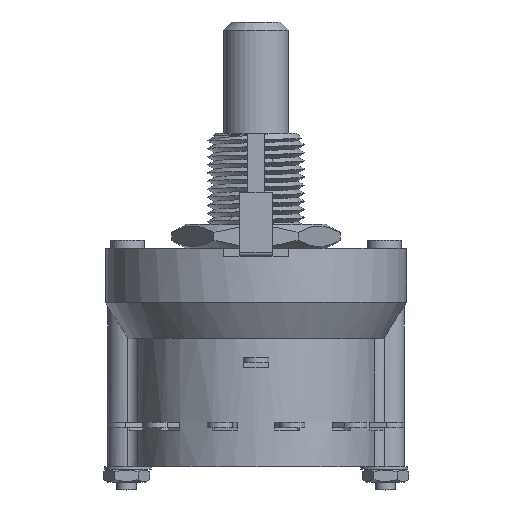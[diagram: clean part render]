
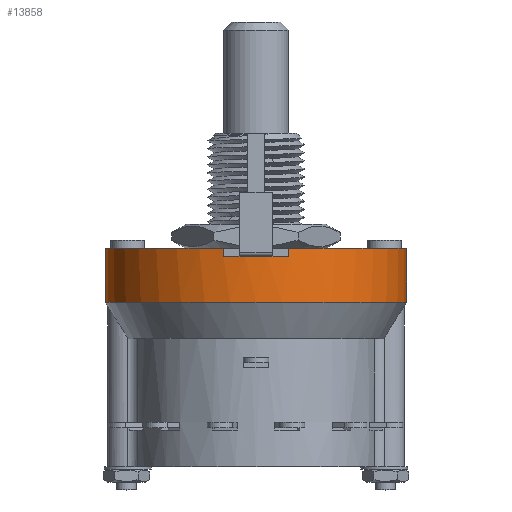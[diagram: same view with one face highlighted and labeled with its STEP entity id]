
A CAD part, top view. The second image highlights one B-rep face of the part: STEP entity #13858.
In plain terms, the highlighted cylindrical face has radius 14.757 mm (diameter 29.515 mm), a partial arc.
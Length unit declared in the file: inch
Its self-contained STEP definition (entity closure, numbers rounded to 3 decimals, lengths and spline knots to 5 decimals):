
#3824=DIRECTION('',(0.,1.,0.));
#3825=VECTOR('',#3824,0.2077);
#3826=CARTESIAN_POINT('',(0.581,0.6343,0.));
#3827=LINE('',#3826,#3825);
#3828=DIRECTION('',(0.,1.,0.));
#3829=VECTOR('',#3828,0.2077);
#3830=CARTESIAN_POINT('',(-0.581,0.6343,0.));
#3831=LINE('',#3830,#3829);
#3837=CARTESIAN_POINT('',(0.,0.811,0.));
#3838=DIRECTION('',(0.,-1.,0.));
#3839=DIRECTION('',(0.215,0.,0.977));
#3840=AXIS2_PLACEMENT_3D('',#3837,#3838,#3839);
#3842=DIRECTION('',(0.,-1.,0.));
#3843=VECTOR('',#3842,0.031);
#3844=CARTESIAN_POINT('',(0.125,0.842,0.56739));
#3845=LINE('',#3844,#3843);
#3846=CARTESIAN_POINT('',(0.,0.6343,0.));
#3847=DIRECTION('',(0.,-1.,0.));
#3848=DIRECTION('',(1.,0.,0.));
#3849=AXIS2_PLACEMENT_3D('',#3846,#3847,#3848);
#3851=DIRECTION('',(0.,-1.,0.));
#3852=VECTOR('',#3851,0.031);
#3853=CARTESIAN_POINT('',(-0.125,0.842,0.56739));
#3854=LINE('',#3853,#3852);
#3930=CARTESIAN_POINT('',(0.,0.842,0.));
#3931=DIRECTION('',(0.,-1.,0.));
#3932=DIRECTION('',(-0.215,0.,0.977));
#3933=AXIS2_PLACEMENT_3D('',#3930,#3931,#3932);
#3940=CARTESIAN_POINT('',(0.,0.842,0.));
#3941=DIRECTION('',(0.,-1.,0.));
#3942=DIRECTION('',(1.,0.,0.));
#3943=AXIS2_PLACEMENT_3D('',#3940,#3941,#3942);
#8094=CARTESIAN_POINT('',(0.581,0.6343,0.));
#8095=CARTESIAN_POINT('',(0.581,0.842,0.));
#8096=VERTEX_POINT('',#8094);
#8097=VERTEX_POINT('',#8095);
#8098=CARTESIAN_POINT('',(-0.581,0.6343,0.));
#8099=CARTESIAN_POINT('',(-0.581,0.842,0.));
#8100=VERTEX_POINT('',#8098);
#8101=VERTEX_POINT('',#8099);
#8221=CARTESIAN_POINT('',(0.125,0.842,0.56739));
#8223=VERTEX_POINT('',#8221);
#8226=CARTESIAN_POINT('',(-0.125,0.842,0.56739));
#8228=VERTEX_POINT('',#8226);
#8229=CARTESIAN_POINT('',(0.125,0.811,0.56739));
#8230=CARTESIAN_POINT('',(-0.125,0.811,0.56739));
#8231=VERTEX_POINT('',#8229);
#8232=VERTEX_POINT('',#8230);
#13838=CARTESIAN_POINT('',(0.,0.8594,0.));
#13839=DIRECTION('',(0.,-1.,0.));
#13840=DIRECTION('',(-1.,0.,0.));
#13841=AXIS2_PLACEMENT_3D('',#13838,#13839,#13840);
#13842=CYLINDRICAL_SURFACE('',#13841,0.581);
#13844=ORIENTED_EDGE('',*,*,#13843,.F.);
#13846=ORIENTED_EDGE('',*,*,#13845,.F.);
#13848=ORIENTED_EDGE('',*,*,#13847,.F.);
#13849=ORIENTED_EDGE('',*,*,#13828,.F.);
#13850=ORIENTED_EDGE('',*,*,#13768,.T.);
#13851=ORIENTED_EDGE('',*,*,#13832,.T.);
#13853=ORIENTED_EDGE('',*,*,#13852,.F.);
#13855=ORIENTED_EDGE('',*,*,#13854,.T.);
#13856=EDGE_LOOP('',(#13844,#13846,#13848,#13849,#13850,#13851,#13853,#13855));
#13857=FACE_OUTER_BOUND('',#13856,.F.);
#13858=ADVANCED_FACE('',(#13857),#13842,.T.);
#3841=CIRCLE('',#3840,0.581);
#3850=CIRCLE('',#3849,0.581);
#3934=CIRCLE('',#3933,0.581);
#3944=CIRCLE('',#3943,0.581);
#13768=EDGE_CURVE('',#8096,#8100,#3850,.T.);
#13828=EDGE_CURVE('',#8096,#8097,#3827,.T.);
#13832=EDGE_CURVE('',#8100,#8101,#3831,.T.);
#13843=EDGE_CURVE('',#8231,#8232,#3841,.T.);
#13845=EDGE_CURVE('',#8223,#8231,#3845,.T.);
#13847=EDGE_CURVE('',#8097,#8223,#3944,.T.);
#13852=EDGE_CURVE('',#8228,#8101,#3934,.T.);
#13854=EDGE_CURVE('',#8228,#8232,#3854,.T.);
